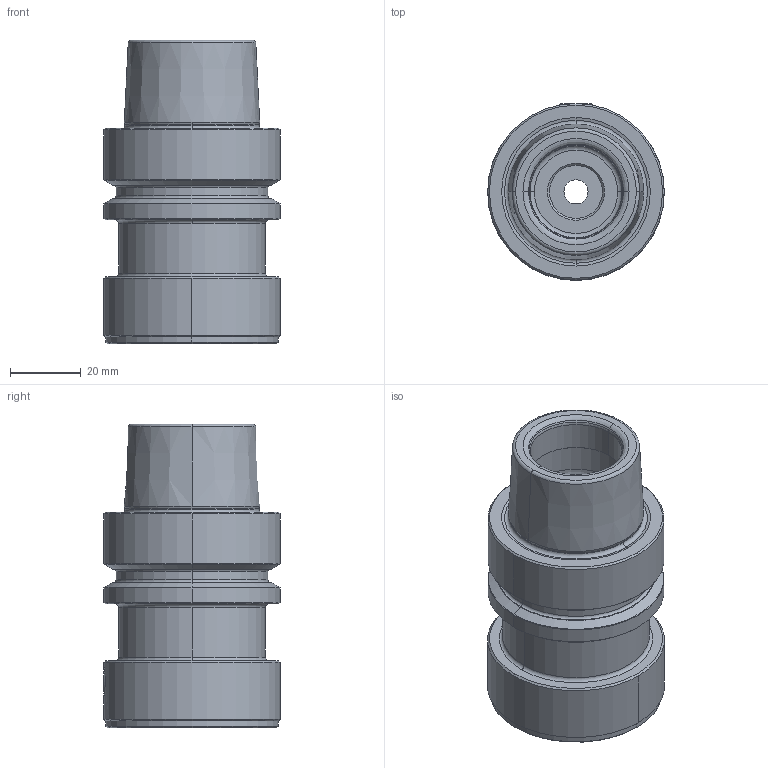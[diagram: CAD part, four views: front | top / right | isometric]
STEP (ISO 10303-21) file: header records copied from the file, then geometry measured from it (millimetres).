
FILE_DESCRIPTION(('no description'),'unknown implementation level');
FILE_NAME('7E0F6BE1-6CAC-4455-8116-EC7FE5101B3C_export.stp',' ',('CIMSOURCE GmbH'),('CADClick - KiM GmbH - www.kimweb.de'),'unknown preprocess','ACIS','unknown authorization');
FILE_SCHEMA(('automotive_design'));
Length unit declared in the file: millimetre
Products named in the file (2): 324.251F Kaiser HSK-E50xCK5x87|690.435 Kaiser ETL M10 X 14 CK5;Schnitt-Linear austragen2; 324.251F Kaiser HSK-E50xCK5x87|324.251F Kaiser HSK-E50xCK5x87;Verrundung1
Bounding box: 50 x 50 x 85.9 mm (x, y, z)
Volume: 87439.4 mm3; surface area: 24881.2 mm2
Topology: 2 solids, 2 shells, 155 faces, 355 edges, 209 vertices
Faces by surface type: cone 56, cylinder 38, plane 33, torus 28
Entity records: 8649 total; most frequent: CARTESIAN_POINT 928, DIRECTION 861, STYLED_ITEM 719, PRESENTATION_STYLE_ASSIGNMENT 719, COLOUR_RGB 719, ORIENTED_EDGE 706, AXIS2_PLACEMENT_3D 364, EDGE_CURVE 353
